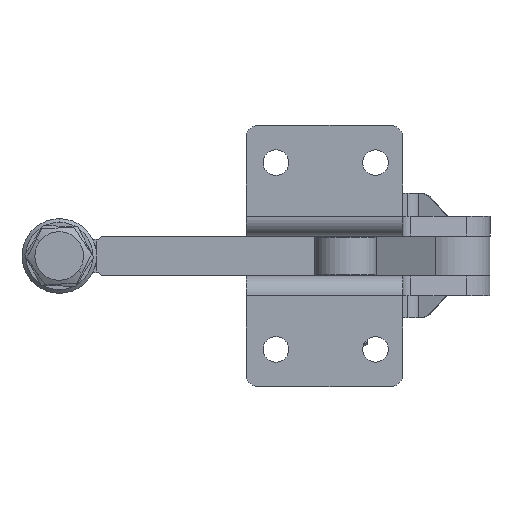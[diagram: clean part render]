
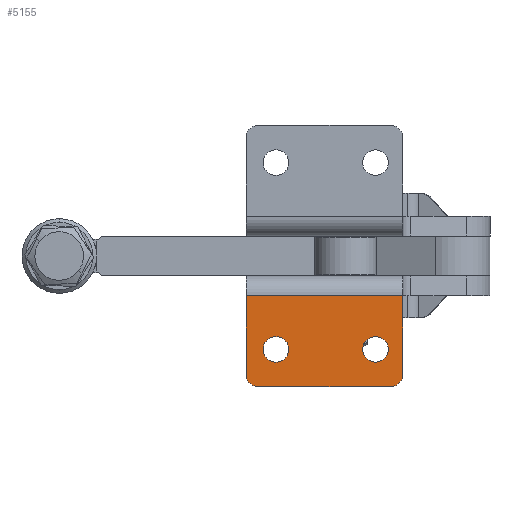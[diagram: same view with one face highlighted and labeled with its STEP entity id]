
A CAD part, front view. The second image highlights one B-rep face of the part: STEP entity #5155.
In plain terms, the highlighted planar face has unit normal (0, -1, 0).
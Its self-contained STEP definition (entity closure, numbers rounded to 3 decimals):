
#571 = CARTESIAN_POINT ( 'NONE',  ( 58., 0., -31.5 ) ) ;
#2262 = LINE ( 'NONE', #51911, #42308 ) ;
#2516 = ORIENTED_EDGE ( 'NONE', *, *, #47831, .F. ) ;
#3245 = DIRECTION ( 'NONE',  ( 0., 0., 1. ) ) ;
#3675 = EDGE_CURVE ( 'NONE', #14592, #38473, #22238, .T. ) ;
#4501 = FACE_OUTER_BOUND ( 'NONE', #33930, .T. ) ;
#5057 = EDGE_CURVE ( 'NONE', #56317, #66970, #73152, .T. ) ;
#5155 = ADVANCED_FACE ( 'NONE', ( #65673, #44518, #4501 ), #73473, .F. ) ;
#6619 = VECTOR ( 'NONE', #74410, 1000. ) ;
#6765 = VERTEX_POINT ( 'NONE', #53345 ) ;
#8472 = EDGE_CURVE ( 'NONE', #51728, #56317, #2262, .T. ) ;
#8611 = DIRECTION ( 'NONE',  ( 0., 0., 1. ) ) ;
#10556 = CARTESIAN_POINT ( 'NONE',  ( 31.5, 0., -36.5 ) ) ;
#11254 = VECTOR ( 'NONE', #35388, 1000. ) ;
#12037 = DIRECTION ( 'NONE',  ( 0., 0., -1. ) ) ;
#13289 = AXIS2_PLACEMENT_3D ( 'NONE', #71665, #23853, #79648 ) ;
#14029 = VERTEX_POINT ( 'NONE', #18755 ) ;
#14592 = VERTEX_POINT ( 'NONE', #100663 ) ;
#14854 = DIRECTION ( 'NONE',  ( 0., -1., 0. ) ) ;
#16044 = CARTESIAN_POINT ( 'NONE',  ( 0., 0., -31.5 ) ) ;
#18755 = CARTESIAN_POINT ( 'NONE',  ( 5., 0., -36.5 ) ) ;
#19756 = CARTESIAN_POINT ( 'NONE',  ( 12., 0., -21.5 ) ) ;
#22238 = CIRCLE ( 'NONE', #74971, 5.15 ) ;
#23853 = DIRECTION ( 'NONE',  ( 0., -1., 0. ) ) ;
#24917 = CARTESIAN_POINT ( 'NONE',  ( 12., 0., -26.65 ) ) ;
#27652 = EDGE_CURVE ( 'NONE', #6765, #51728, #27844, .T. ) ;
#27782 = DIRECTION ( 'NONE',  ( 0., 0., 1. ) ) ;
#27844 = LINE ( 'NONE', #34010, #6619 ) ;
#30104 = AXIS2_PLACEMENT_3D ( 'NONE', #19756, #75536, #27782 ) ;
#31128 = CIRCLE ( 'NONE', #63838, 5. ) ;
#33122 = DIRECTION ( 'NONE',  ( 0., 0., 1. ) ) ;
#33420 = ORIENTED_EDGE ( 'NONE', *, *, #5057, .F. ) ;
#33930 = EDGE_LOOP ( 'NONE', ( #52938, #85384, #97903, #62103, #33420, #90745 ) ) ;
#34010 = CARTESIAN_POINT ( 'NONE',  ( 31.5, 0., 0. ) ) ;
#35388 = DIRECTION ( 'NONE',  ( -1., 0., 0. ) ) ;
#38473 = VERTEX_POINT ( 'NONE', #24917 ) ;
#39526 = CIRCLE ( 'NONE', #64056, 5.15 ) ;
#40760 = LINE ( 'NONE', #72831, #80568 ) ;
#41819 = DIRECTION ( 'NONE',  ( 0., 1., 0. ) ) ;
#42308 = VECTOR ( 'NONE', #12037, 1000. ) ;
#44518 = FACE_BOUND ( 'NONE', #80368, .T. ) ;
#45379 = ORIENTED_EDGE ( 'NONE', *, *, #90417, .F. ) ;
#46075 = EDGE_CURVE ( 'NONE', #94678, #101386, #61763, .T. ) ;
#46209 = DIRECTION ( 'NONE',  ( 0., -1., 0. ) ) ;
#47831 = EDGE_CURVE ( 'NONE', #38473, #14592, #95030, .T. ) ;
#51133 = DIRECTION ( 'NONE',  ( 0., 1., 0. ) ) ;
#51728 = VERTEX_POINT ( 'NONE', #76848 ) ;
#51911 = CARTESIAN_POINT ( 'NONE',  ( 63., 0., -18.25 ) ) ;
#52938 = ORIENTED_EDGE ( 'NONE', *, *, #27652, .F. ) ;
#53345 = CARTESIAN_POINT ( 'NONE',  ( 0., 0., 0. ) ) ;
#53821 = LINE ( 'NONE', #10556, #11254 ) ;
#56317 = VERTEX_POINT ( 'NONE', #66502 ) ;
#56497 = DIRECTION ( 'NONE',  ( 0., 1., 0. ) ) ;
#59807 = AXIS2_PLACEMENT_3D ( 'NONE', #81444, #41819, #97393 ) ;
#61763 = CIRCLE ( 'NONE', #13289, 5.15 ) ;
#62103 = ORIENTED_EDGE ( 'NONE', *, *, #77195, .F. ) ;
#62649 = CARTESIAN_POINT ( 'NONE',  ( 12., 0., -21.5 ) ) ;
#63416 = EDGE_CURVE ( 'NONE', #14029, #78905, #31128, .T. ) ;
#63838 = AXIS2_PLACEMENT_3D ( 'NONE', #98663, #51133, #3245 ) ;
#64056 = AXIS2_PLACEMENT_3D ( 'NONE', #93805, #46209, #101759 ) ;
#65673 = FACE_BOUND ( 'NONE', #67425, .T. ) ;
#66502 = CARTESIAN_POINT ( 'NONE',  ( 63., 0., -31.5 ) ) ;
#66970 = VERTEX_POINT ( 'NONE', #79497 ) ;
#67425 = EDGE_LOOP ( 'NONE', ( #45379, #93938 ) ) ;
#70643 = DIRECTION ( 'NONE',  ( 0., 0., 1. ) ) ;
#71665 = CARTESIAN_POINT ( 'NONE',  ( 52., 0., -21.5 ) ) ;
#72831 = CARTESIAN_POINT ( 'NONE',  ( 0., 0., -18.25 ) ) ;
#73152 = CIRCLE ( 'NONE', #93729, 5. ) ;
#73473 = PLANE ( 'NONE',  #59807 ) ;
#73796 = CARTESIAN_POINT ( 'NONE',  ( 52., 0., -16.35 ) ) ;
#74410 = DIRECTION ( 'NONE',  ( 1., 0., 0. ) ) ;
#74971 = AXIS2_PLACEMENT_3D ( 'NONE', #62649, #14854, #70643 ) ;
#75536 = DIRECTION ( 'NONE',  ( 0., -1., 0. ) ) ;
#76848 = CARTESIAN_POINT ( 'NONE',  ( 63., 0., 0. ) ) ;
#77195 = EDGE_CURVE ( 'NONE', #66970, #14029, #53821, .T. ) ;
#78905 = VERTEX_POINT ( 'NONE', #16044 ) ;
#79497 = CARTESIAN_POINT ( 'NONE',  ( 58., 0., -36.5 ) ) ;
#79648 = DIRECTION ( 'NONE',  ( 0., 0., 1. ) ) ;
#80368 = EDGE_LOOP ( 'NONE', ( #100172, #2516 ) ) ;
#80568 = VECTOR ( 'NONE', #33122, 1000. ) ;
#81444 = CARTESIAN_POINT ( 'NONE',  ( 0., 0., -36.5 ) ) ;
#85384 = ORIENTED_EDGE ( 'NONE', *, *, #87898, .F. ) ;
#87898 = EDGE_CURVE ( 'NONE', #78905, #6765, #40760, .T. ) ;
#90417 = EDGE_CURVE ( 'NONE', #101386, #94678, #39526, .T. ) ;
#90745 = ORIENTED_EDGE ( 'NONE', *, *, #8472, .F. ) ;
#91511 = CARTESIAN_POINT ( 'NONE',  ( 52., 0., -26.65 ) ) ;
#93729 = AXIS2_PLACEMENT_3D ( 'NONE', #571, #56497, #8611 ) ;
#93805 = CARTESIAN_POINT ( 'NONE',  ( 52., 0., -21.5 ) ) ;
#93938 = ORIENTED_EDGE ( 'NONE', *, *, #46075, .F. ) ;
#94678 = VERTEX_POINT ( 'NONE', #91511 ) ;
#95030 = CIRCLE ( 'NONE', #30104, 5.15 ) ;
#97393 = DIRECTION ( 'NONE',  ( 0., 0., 1. ) ) ;
#97903 = ORIENTED_EDGE ( 'NONE', *, *, #63416, .F. ) ;
#98663 = CARTESIAN_POINT ( 'NONE',  ( 5., 0., -31.5 ) ) ;
#100172 = ORIENTED_EDGE ( 'NONE', *, *, #3675, .F. ) ;
#100663 = CARTESIAN_POINT ( 'NONE',  ( 12., 0., -16.35 ) ) ;
#101386 = VERTEX_POINT ( 'NONE', #73796 ) ;
#101759 = DIRECTION ( 'NONE',  ( 0., 0., 1. ) ) ;
